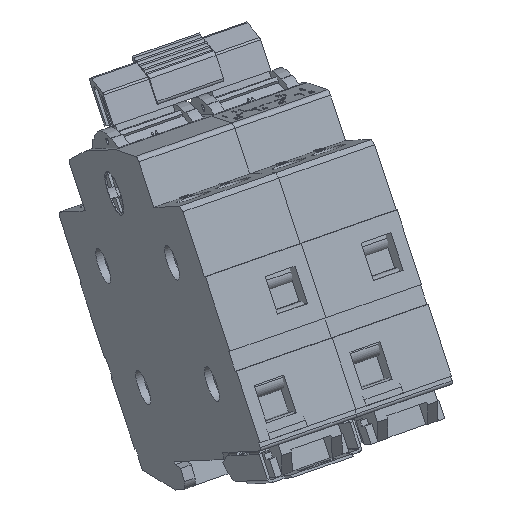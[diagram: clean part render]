
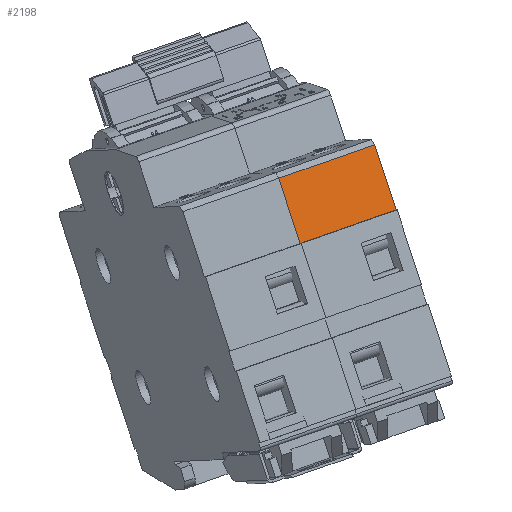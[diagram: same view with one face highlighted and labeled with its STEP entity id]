
A CAD part, left-side view. The second image highlights one B-rep face of the part: STEP entity #2198.
In plain terms, the highlighted face is planar.
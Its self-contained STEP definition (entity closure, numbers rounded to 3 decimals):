
#2198=ADVANCED_FACE('',(#6979),#6981,.T.);
#6979=FACE_BOUND('',#6980,.T.);
#6980=EDGE_LOOP('',(#18166,#18167,#18168,#18169));
#6981=PLANE('',#6982);
#6982=AXIS2_PLACEMENT_3D('',#6983,#6984,#6985);
#6983=CARTESIAN_POINT('',(48.75,0.,-3.24));
#6984=DIRECTION('',(-1.,0.,0.));
#6985=DIRECTION('',(0.,0.,1.));
#18166=ORIENTED_EDGE('',*,*,#26555,.T.);
#18167=ORIENTED_EDGE('',*,*,#26298,.F.);
#18168=ORIENTED_EDGE('',*,*,#26556,.F.);
#18169=ORIENTED_EDGE('',*,*,#26207,.T.);
#26207=EDGE_CURVE('',#30843,#30841,#30844,.T.);
#26298=EDGE_CURVE('',#31022,#31024,#31025,.T.);
#26555=EDGE_CURVE('',#30841,#31024,#31461,.T.);
#26556=EDGE_CURVE('',#30843,#31022,#31462,.T.);
#30841=VERTEX_POINT('',#39200);
#30843=VERTEX_POINT('',#39204);
#30844=LINE('',#39205,#39206);
#31022=VERTEX_POINT('',#39577);
#31024=VERTEX_POINT('',#39581);
#31025=LINE('',#39582,#39583);
#31461=LINE('',#40542,#40543);
#31462=LINE('',#40545,#40546);
#39200=CARTESIAN_POINT('',(48.75,0.,8.56));
#39204=CARTESIAN_POINT('',(48.75,0.,-3.24));
#39205=CARTESIAN_POINT('',(48.75,0.,-3.24));
#39206=VECTOR('',#39207,1.);
#39207=DIRECTION('',(0.,0.,1.));
#39577=CARTESIAN_POINT('',(48.75,18.,-3.24));
#39581=CARTESIAN_POINT('',(48.75,18.,8.56));
#39582=CARTESIAN_POINT('',(48.75,18.,-3.24));
#39583=VECTOR('',#39584,1.);
#39584=DIRECTION('',(0.,0.,1.));
#40542=CARTESIAN_POINT('',(48.75,0.,8.56));
#40543=VECTOR('',#40544,1.);
#40544=DIRECTION('',(0.,1.,0.));
#40545=CARTESIAN_POINT('',(48.75,0.,-3.24));
#40546=VECTOR('',#40547,1.);
#40547=DIRECTION('',(0.,1.,0.));
